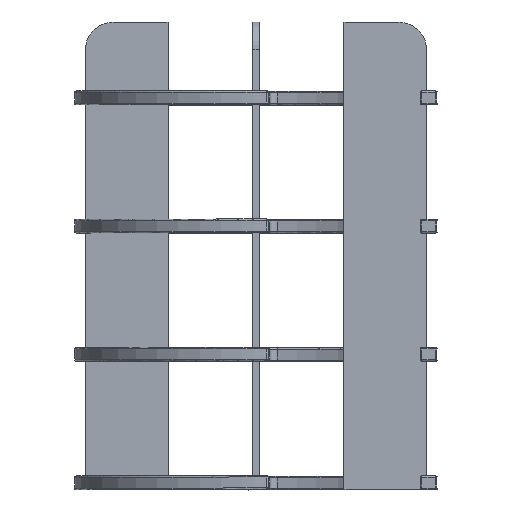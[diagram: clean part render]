
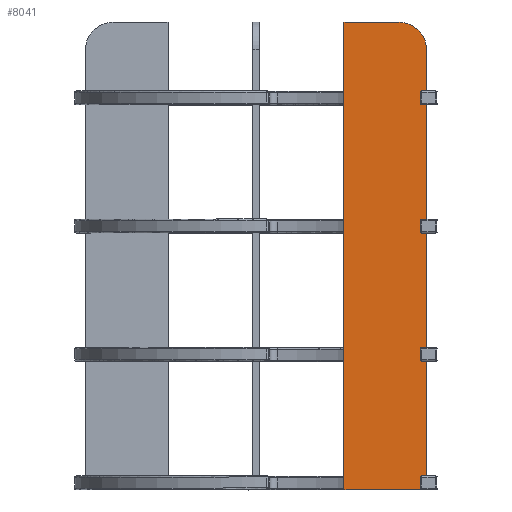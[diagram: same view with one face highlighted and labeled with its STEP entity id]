
A CAD part, top view. The second image highlights one B-rep face of the part: STEP entity #8041.
In plain terms, the highlighted free-form (B-spline) face has degree [1, 1] with [2, 2] control points.
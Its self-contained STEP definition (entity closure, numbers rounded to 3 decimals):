
#7911 = VERTEX_POINT('',#7912);
#7912 = CARTESIAN_POINT('',(48.57,0.,
    1.897));
#7917 = EDGE_CURVE('',#7911,#7918,#7920,.T.);
#7918 = VERTEX_POINT('',#7919);
#7919 = CARTESIAN_POINT('',(48.57,258.03,
    1.897));
#7920 = B_SPLINE_CURVE_WITH_KNOTS('',1,(#7921,#7922),.UNSPECIFIED.,.F.,
  .F.,(2,2),(-107.95,107.95),.PIECEWISE_BEZIER_KNOTS.);
#7921 = CARTESIAN_POINT('',(48.57,0.,
    1.897));
#7922 = CARTESIAN_POINT('',(48.57,258.03,
    1.897));
#7945 = VERTEX_POINT('',#7946);
#7946 = CARTESIAN_POINT('',(94.105,0.,
    1.897));
#7951 = EDGE_CURVE('',#7911,#7945,#7952,.T.);
#7952 = B_SPLINE_CURVE_WITH_KNOTS('',1,(#7953,#7954),.UNSPECIFIED.,.F.,
  .F.,(2,2),(-19.05,19.05),.PIECEWISE_BEZIER_KNOTS.);
#7953 = CARTESIAN_POINT('',(48.57,0.,
    1.897));
#7954 = CARTESIAN_POINT('',(94.105,0.,
    1.897));
#7973 = VERTEX_POINT('',#7974);
#7974 = CARTESIAN_POINT('',(94.105,242.851,
    1.897));
#7979 = EDGE_CURVE('',#7945,#7973,#7980,.T.);
#7980 = B_SPLINE_CURVE_WITH_KNOTS('',1,(#7981,#7982),.UNSPECIFIED.,.F.,
  .F.,(2,2),(-101.6,101.6),.PIECEWISE_BEZIER_KNOTS.);
#7981 = CARTESIAN_POINT('',(94.105,0.,
    1.897));
#7982 = CARTESIAN_POINT('',(94.105,242.851,
    1.897));
#8002 = VERTEX_POINT('',#8003);
#8003 = CARTESIAN_POINT('',(78.927,258.03,
    1.897));
#8008 = EDGE_CURVE('',#7973,#8002,#8009,.T.);
#8009 = ( BOUNDED_CURVE() B_SPLINE_CURVE(2,(#8010,#8011,#8012),
.UNSPECIFIED.,.F.,.F.) B_SPLINE_CURVE_WITH_KNOTS((3,3),(1.571,
3.142),.PIECEWISE_BEZIER_KNOTS.) CURVE() 
GEOMETRIC_REPRESENTATION_ITEM() RATIONAL_B_SPLINE_CURVE((1.,
0.707,1.)) REPRESENTATION_ITEM('') );
#8010 = CARTESIAN_POINT('',(94.105,242.851,
    1.897));
#8011 = CARTESIAN_POINT('',(94.105,258.03,
    1.897));
#8012 = CARTESIAN_POINT('',(78.927,258.03,
    1.897));
#8031 = EDGE_CURVE('',#7918,#8002,#8032,.T.);
#8032 = B_SPLINE_CURVE_WITH_KNOTS('',1,(#8033,#8034),.UNSPECIFIED.,.F.,
  .F.,(2,2),(-12.7,12.7),.PIECEWISE_BEZIER_KNOTS.);
#8033 = CARTESIAN_POINT('',(48.57,258.03,
    1.897));
#8034 = CARTESIAN_POINT('',(78.927,258.03,
    1.897));
#8041 = ADVANCED_FACE('',(#8042),#8049,.T.);
#8042 = FACE_BOUND('',#8043,.T.);
#8043 = EDGE_LOOP('',(#8044,#8045,#8046,#8047,#8048));
#8044 = ORIENTED_EDGE('',*,*,#7917,.F.);
#8045 = ORIENTED_EDGE('',*,*,#7951,.T.);
#8046 = ORIENTED_EDGE('',*,*,#7979,.T.);
#8047 = ORIENTED_EDGE('',*,*,#8008,.T.);
#8048 = ORIENTED_EDGE('',*,*,#8031,.F.);
#8049 = B_SPLINE_SURFACE_WITH_KNOTS('',1,1,(
    (#8050,#8051)
    ,(#8052,#8053
  )),.UNSPECIFIED.,.F.,.F.,.F.,(2,2),(2,2),(-19.05,19.05),(-107.95,
    107.95),.PIECEWISE_BEZIER_KNOTS.);
#8050 = CARTESIAN_POINT('',(48.57,0.,
    1.897));
#8051 = CARTESIAN_POINT('',(48.57,258.03,
    1.897));
#8052 = CARTESIAN_POINT('',(94.105,0.,
    1.897));
#8053 = CARTESIAN_POINT('',(94.105,258.03,
    1.897));
